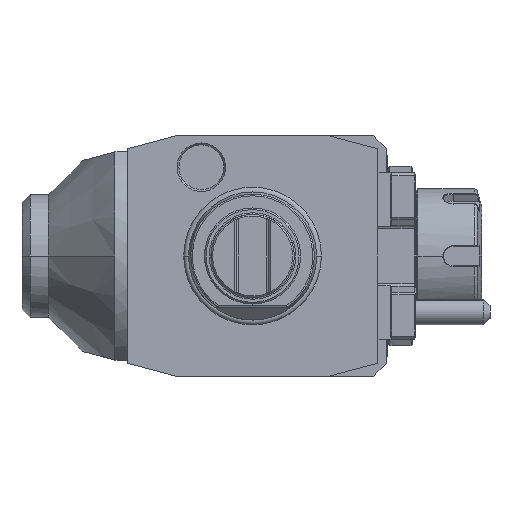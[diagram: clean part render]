
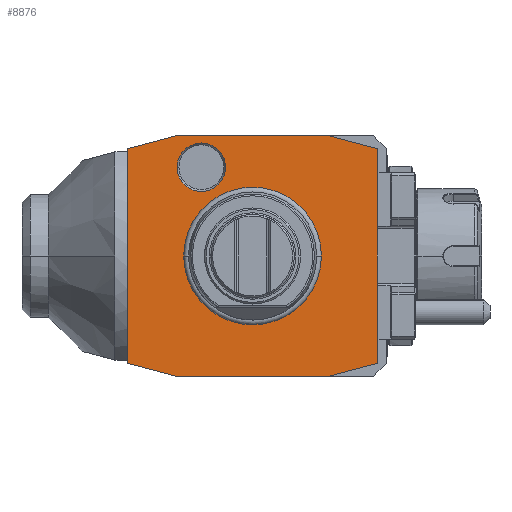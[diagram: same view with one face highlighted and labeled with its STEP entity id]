
A CAD part, front view. The second image highlights one B-rep face of the part: STEP entity #8876.
In plain terms, the highlighted planar face has unit normal (0, -1, 0).
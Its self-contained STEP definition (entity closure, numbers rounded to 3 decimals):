
#1=DIRECTION('',(0.966,0.,-0.259));
#2=VECTOR('',#1,15.529);
#3=CARTESIAN_POINT('',(-39.,0.,-33.481));
#4=LINE('',#3,#2);
#5=DIRECTION('',(0.,0.,-1.));
#6=VECTOR('',#5,66.962);
#7=CARTESIAN_POINT('',(-39.,0.,33.481));
#8=LINE('',#7,#6);
#9=DIRECTION('',(-0.966,0.,-0.259));
#10=VECTOR('',#9,15.529);
#11=CARTESIAN_POINT('',(-24.,0.,37.5));
#12=LINE('',#11,#10);
#13=DIRECTION('',(-1.,0.,0.));
#14=VECTOR('',#13,48.);
#15=CARTESIAN_POINT('',(24.,0.,37.5));
#16=LINE('',#15,#14);
#17=DIRECTION('',(-0.966,0.,0.259));
#18=VECTOR('',#17,15.529);
#19=CARTESIAN_POINT('',(39.,0.,33.481));
#20=LINE('',#19,#18);
#21=DIRECTION('',(0.,0.,1.));
#22=VECTOR('',#21,66.962);
#23=CARTESIAN_POINT('',(39.,0.,-33.481));
#24=LINE('',#23,#22);
#25=DIRECTION('',(0.966,0.,0.259));
#26=VECTOR('',#25,15.529);
#27=CARTESIAN_POINT('',(24.,0.,-37.5));
#28=LINE('',#27,#26);
#29=DIRECTION('',(1.,0.,0.));
#30=VECTOR('',#29,48.);
#31=CARTESIAN_POINT('',(-24.,0.,-37.5));
#32=LINE('',#31,#30);
#33=CARTESIAN_POINT('',(-16.,0.,27.713));
#34=DIRECTION('',(0.,1.,0.));
#35=DIRECTION('',(1.,0.,0.));
#36=AXIS2_PLACEMENT_3D('',#33,#34,#35);
#38=CARTESIAN_POINT('',(-16.,0.,27.713));
#39=DIRECTION('',(0.,1.,0.));
#40=DIRECTION('',(-1.,0.,0.));
#41=AXIS2_PLACEMENT_3D('',#38,#39,#40);
#5720=CARTESIAN_POINT('',(0.,0.,0.));
#5721=DIRECTION('',(0.,-1.,0.));
#5722=DIRECTION('',(1.,0.,0.));
#5723=AXIS2_PLACEMENT_3D('',#5720,#5721,#5722);
#5725=CARTESIAN_POINT('',(0.,0.,0.));
#5726=DIRECTION('',(0.,-1.,0.));
#5727=DIRECTION('',(-1.,0.,0.));
#5728=AXIS2_PLACEMENT_3D('',#5725,#5726,#5727);
#7917=CARTESIAN_POINT('',(-8.423,0.,
27.713));
#7918=CARTESIAN_POINT('',(-23.577,0.,
27.713));
#7919=VERTEX_POINT('',#7917);
#7920=VERTEX_POINT('',#7918);
#8640=CARTESIAN_POINT('',(-39.,0.,-33.481));
#8641=CARTESIAN_POINT('',(-24.,0.,-37.5));
#8642=VERTEX_POINT('',#8640);
#8643=VERTEX_POINT('',#8641);
#8644=CARTESIAN_POINT('',(24.,0.,-37.5));
#8645=VERTEX_POINT('',#8644);
#8646=CARTESIAN_POINT('',(39.,0.,-33.481));
#8647=VERTEX_POINT('',#8646);
#8648=CARTESIAN_POINT('',(39.,0.,33.481));
#8649=VERTEX_POINT('',#8648);
#8650=CARTESIAN_POINT('',(24.,0.,37.5));
#8651=VERTEX_POINT('',#8650);
#8652=CARTESIAN_POINT('',(-24.,0.,37.5));
#8653=VERTEX_POINT('',#8652);
#8654=CARTESIAN_POINT('',(-39.,0.,33.481));
#8655=VERTEX_POINT('',#8654);
#8695=CARTESIAN_POINT('',(21.137,0.,0.));
#8696=CARTESIAN_POINT('',(-21.137,0.,0.));
#8697=VERTEX_POINT('',#8695);
#8698=VERTEX_POINT('',#8696);
#8841=CARTESIAN_POINT('',(0.,0.,0.));
#8842=DIRECTION('',(0.,-1.,0.));
#8843=DIRECTION('',(-1.,0.,0.));
#8844=AXIS2_PLACEMENT_3D('',#8841,#8842,#8843);
#8845=PLANE('',#8844);
#8847=ORIENTED_EDGE('',*,*,#8846,.F.);
#8849=ORIENTED_EDGE('',*,*,#8848,.F.);
#8851=ORIENTED_EDGE('',*,*,#8850,.F.);
#8853=ORIENTED_EDGE('',*,*,#8852,.F.);
#8855=ORIENTED_EDGE('',*,*,#8854,.F.);
#8857=ORIENTED_EDGE('',*,*,#8856,.F.);
#8859=ORIENTED_EDGE('',*,*,#8858,.F.);
#8861=ORIENTED_EDGE('',*,*,#8860,.F.);
#8862=EDGE_LOOP('',(#8847,#8849,#8851,#8853,#8855,#8857,#8859,#8861));
#8863=FACE_OUTER_BOUND('',#8862,.F.);
#8865=ORIENTED_EDGE('',*,*,#8864,.T.);
#8867=ORIENTED_EDGE('',*,*,#8866,.T.);
#8868=EDGE_LOOP('',(#8865,#8867));
#8869=FACE_BOUND('',#8868,.F.);
#8871=ORIENTED_EDGE('',*,*,#8870,.F.);
#8873=ORIENTED_EDGE('',*,*,#8872,.F.);
#8874=EDGE_LOOP('',(#8871,#8873));
#8875=FACE_BOUND('',#8874,.F.);
#37=CIRCLE('',#36,7.577);
#42=CIRCLE('',#41,7.577);
#5724=CIRCLE('',#5723,21.137);
#5729=CIRCLE('',#5728,21.137);
#8846=EDGE_CURVE('',#8642,#8643,#4,.T.);
#8848=EDGE_CURVE('',#8655,#8642,#8,.T.);
#8850=EDGE_CURVE('',#8653,#8655,#12,.T.);
#8852=EDGE_CURVE('',#8651,#8653,#16,.T.);
#8854=EDGE_CURVE('',#8649,#8651,#20,.T.);
#8856=EDGE_CURVE('',#8647,#8649,#24,.T.);
#8858=EDGE_CURVE('',#8645,#8647,#28,.T.);
#8860=EDGE_CURVE('',#8643,#8645,#32,.T.);
#8864=EDGE_CURVE('',#8697,#8698,#5724,.T.);
#8866=EDGE_CURVE('',#8698,#8697,#5729,.T.);
#8870=EDGE_CURVE('',#7919,#7920,#37,.T.);
#8872=EDGE_CURVE('',#7920,#7919,#42,.T.);
#8876=ADVANCED_FACE('',(#8863,#8869,#8875),#8845,.T.);
